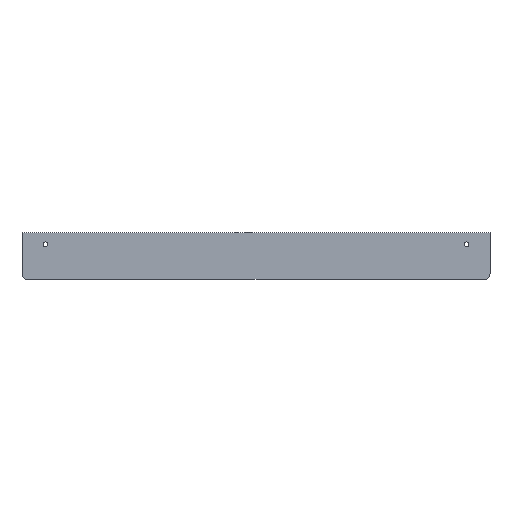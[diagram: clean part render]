
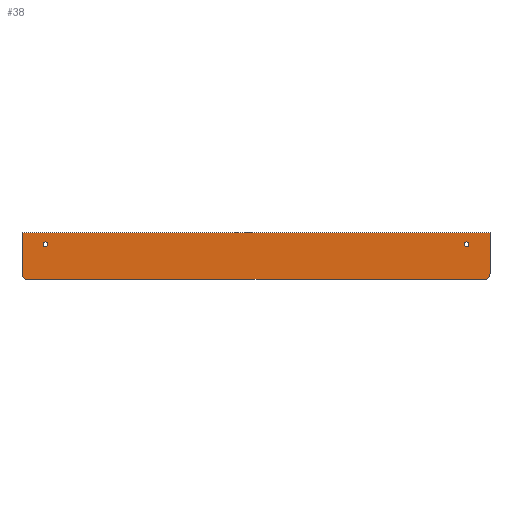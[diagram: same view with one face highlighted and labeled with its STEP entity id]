
A CAD part, top view. The second image highlights one B-rep face of the part: STEP entity #38.
In plain terms, the highlighted planar face has unit normal (0, 0, 1).
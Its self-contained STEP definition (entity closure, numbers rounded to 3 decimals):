
#38 = ADVANCED_FACE( '', ( #79, #80, #81 ), #82, .T. );
#79 = FACE_BOUND( '', #122, .T. );
#80 = FACE_BOUND( '', #123, .T. );
#81 = FACE_OUTER_BOUND( '', #124, .T. );
#82 = PLANE( '', #125 );
#122 = EDGE_LOOP( '', ( #171 ) );
#123 = EDGE_LOOP( '', ( #172 ) );
#124 = EDGE_LOOP( '', ( #173, #174, #175, #176, #177, #178 ) );
#125 = AXIS2_PLACEMENT_3D( '', #179, #180, #181 );
#171 = ORIENTED_EDGE( '', *, *, #248, .T. );
#172 = ORIENTED_EDGE( '', *, *, #249, .T. );
#173 = ORIENTED_EDGE( '', *, *, #250, .T. );
#174 = ORIENTED_EDGE( '', *, *, #251, .T. );
#175 = ORIENTED_EDGE( '', *, *, #252, .T. );
#176 = ORIENTED_EDGE( '', *, *, #253, .T. );
#177 = ORIENTED_EDGE( '', *, *, #254, .T. );
#178 = ORIENTED_EDGE( '', *, *, #244, .T. );
#179 = CARTESIAN_POINT( '', ( 0., 0., 1.905 ) );
#180 = DIRECTION( '', ( 0., 0., 1. ) );
#181 = DIRECTION( '', ( 1., 0., 0. ) );
#244 = EDGE_CURVE( '', #284, #285, #286, .T. );
#248 = EDGE_CURVE( '', #290, #290, #291, .T. );
#249 = EDGE_CURVE( '', #292, #292, #293, .T. );
#250 = EDGE_CURVE( '', #285, #294, #295, .T. );
#251 = EDGE_CURVE( '', #294, #296, #297, .T. );
#252 = EDGE_CURVE( '', #296, #298, #299, .T. );
#253 = EDGE_CURVE( '', #298, #300, #301, .T. );
#254 = EDGE_CURVE( '', #300, #284, #302, .T. );
#284 = VERTEX_POINT( '', #336 );
#285 = VERTEX_POINT( '', #337 );
#286 = CIRCLE( '', #338, 6.35 );
#290 = VERTEX_POINT( '', #344 );
#291 = CIRCLE( '', #345, 2.553 );
#292 = VERTEX_POINT( '', #346 );
#293 = CIRCLE( '', #347, 2.553 );
#294 = VERTEX_POINT( '', #348 );
#295 = LINE( '', #349, #350 );
#296 = VERTEX_POINT( '', #351 );
#297 = CIRCLE( '', #352, 6.35 );
#298 = VERTEX_POINT( '', #353 );
#299 = LINE( '', #354, #355 );
#300 = VERTEX_POINT( '', #356 );
#301 = LINE( '', #357, #358 );
#302 = LINE( '', #359, #360 );
#336 = CARTESIAN_POINT( '', ( -253.206, -19.05, 1.905 ) );
#337 = CARTESIAN_POINT( '', ( -246.856, -25.4, 1.905 ) );
#338 = AXIS2_PLACEMENT_3D( '', #392, #393, #394 );
#344 = CARTESIAN_POINT( '', ( 230.359, 12.7, 1.905 ) );
#345 = AXIS2_PLACEMENT_3D( '', #397, #398, #399 );
#346 = CARTESIAN_POINT( '', ( -225.254, 12.7, 1.905 ) );
#347 = AXIS2_PLACEMENT_3D( '', #400, #401, #402 );
#348 = CARTESIAN_POINT( '', ( 246.856, -25.4, 1.905 ) );
#349 = CARTESIAN_POINT( '', ( -253.206, -25.4, 1.905 ) );
#350 = VECTOR( '', #403, 1000. );
#351 = CARTESIAN_POINT( '', ( 253.206, -19.05, 1.905 ) );
#352 = AXIS2_PLACEMENT_3D( '', #404, #405, #406 );
#353 = CARTESIAN_POINT( '', ( 253.206, 25.4, 1.905 ) );
#354 = CARTESIAN_POINT( '', ( 253.206, -25.4, 1.905 ) );
#355 = VECTOR( '', #407, 1000. );
#356 = CARTESIAN_POINT( '', ( -253.206, 25.4, 1.905 ) );
#357 = CARTESIAN_POINT( '', ( 253.206, 25.4, 1.905 ) );
#358 = VECTOR( '', #408, 1000. );
#359 = CARTESIAN_POINT( '', ( -253.206, 25.4, 1.905 ) );
#360 = VECTOR( '', #409, 1000. );
#392 = CARTESIAN_POINT( '', ( -246.856, -19.05, 1.905 ) );
#393 = DIRECTION( '', ( 0., 0., 1. ) );
#394 = DIRECTION( '', ( 1., 0., 0. ) );
#397 = CARTESIAN_POINT( '', ( 227.806, 12.7, 1.905 ) );
#398 = DIRECTION( '', ( 0., 0., -1. ) );
#399 = DIRECTION( '', ( 1., 0., 0. ) );
#400 = CARTESIAN_POINT( '', ( -227.806, 12.7, 1.905 ) );
#401 = DIRECTION( '', ( 0., 0., -1. ) );
#402 = DIRECTION( '', ( 1., 0., 0. ) );
#403 = DIRECTION( '', ( 1., 0., 0. ) );
#404 = CARTESIAN_POINT( '', ( 246.856, -19.05, 1.905 ) );
#405 = DIRECTION( '', ( 0., 0., 1. ) );
#406 = DIRECTION( '', ( 1., 0., 0. ) );
#407 = DIRECTION( '', ( 0., 1., 0. ) );
#408 = DIRECTION( '', ( -1., 0., 0. ) );
#409 = DIRECTION( '', ( 0., -1., 0. ) );
